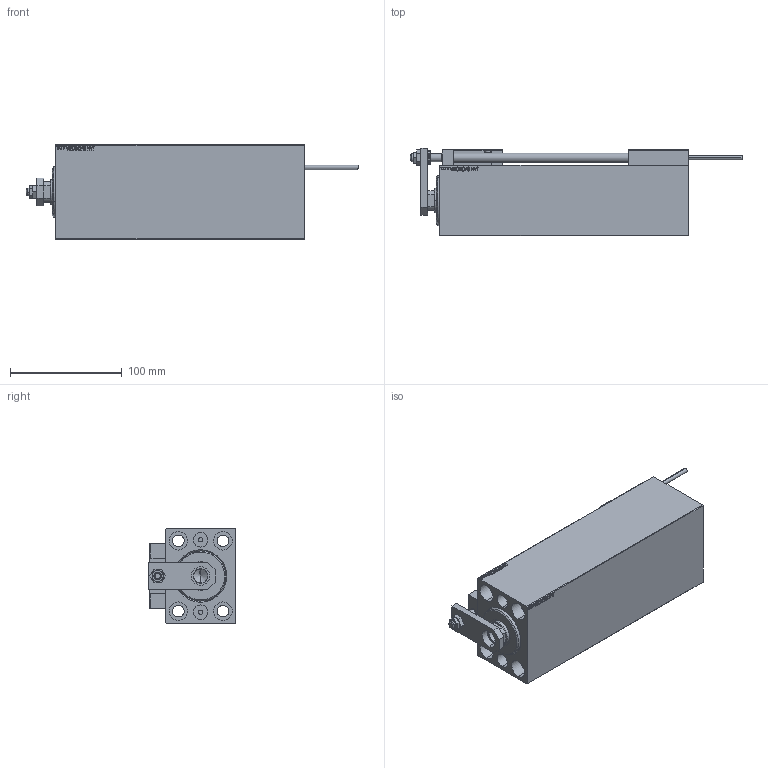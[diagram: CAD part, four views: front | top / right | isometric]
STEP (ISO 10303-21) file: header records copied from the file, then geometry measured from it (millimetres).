
FILE_DESCRIPTION (( 'STEP AP203' ), '1' );
FILE_NAME ('9dd8.STEP', '2021-03-19T00:02:10', ( '' ), ( '' ), 'SwSTEP 2.0', 'SolidWorks 2019', '' );
FILE_SCHEMA (( 'CONFIG_CONTROL_DESIGN' ));
Length unit declared in the file: millimetre
Products named in the file (16): SWITCH DIM B,W e22c77e215f0039fe1ef617b16572f10; V450CM_C_VCP e22c77e215f0039fe1ef617b16572f10; ZARAZKA e22c77e215f0039fe1ef617b16572f10; ALLEN BOLT D5 e22c77e215f0039fe1ef617b16572f10; V450CM_C e22c77e215f0039fe1ef617b16572f10; NUT_D10 e22c77e215f0039fe1ef617b16572f10; MAGNET e22c77e215f0039fe1ef617b16572f10; NUT_D12 e22c77e215f0039fe1ef617b16572f10; SWITCH_X_FRONT_BACK e22c77e215f0039fe1ef617b16572f10; TYC_L79 e22c77e215f0039fe1ef617b16572f10; V450CM_VC_B e22c77e215f0039fe1ef617b16572f10; KONCOVKA e22c77e215f0039fe1ef617b16572f10; Block e22c77e215f0039fe1ef617b16572f10; ALLEN BOLT D8 e22c77e215f0039fe1ef617b16572f10; 9dd8; SWITCH X e22c77e215f0039fe1ef617b16572f10
Assembly tree (25 placements, depth 3):
  9dd8
    V450CM_C e22c77e215f0039fe1ef617b16572f10
    SWITCH X e22c77e215f0039fe1ef617b16572f10
      SWITCH_X_FRONT_BACK e22c77e215f0039fe1ef617b16572f10  x2
      TYC_L79 e22c77e215f0039fe1ef617b16572f10
      Block e22c77e215f0039fe1ef617b16572f10  x2
      ALLEN BOLT D5 e22c77e215f0039fe1ef617b16572f10  x4
      ALLEN BOLT D8 e22c77e215f0039fe1ef617b16572f10  x4
      MAGNET e22c77e215f0039fe1ef617b16572f10  x2
      KONCOVKA e22c77e215f0039fe1ef617b16572f10  x2
    NUT_D12 e22c77e215f0039fe1ef617b16572f10
    SWITCH DIM B,W e22c77e215f0039fe1ef617b16572f10
    ZARAZKA e22c77e215f0039fe1ef617b16572f10
    NUT_D10 e22c77e215f0039fe1ef617b16572f10
    V450CM_C_VCP e22c77e215f0039fe1ef617b16572f10
    V450CM_VC_B e22c77e215f0039fe1ef617b16572f10
Bounding box: 297.7 x 78.5 x 85 mm (x, y, z)
Volume: 1153302.9 mm3; surface area: 159649.2 mm2
Topology: 24 solids, 24 shells, 1295 faces, 3094 edges, 1978 vertices
Faces by surface type: plane 568, bspline 380, cylinder 186, cone 113, torus 44, sphere 4
Entity records: 50683 total; most frequent: CARTESIAN_POINT 26053, ORIENTED_EDGE 5208, DIRECTION 3511, EDGE_CURVE 2604, VERTEX_POINT 1702, VECTOR 1495, LINE 1495, EDGE_LOOP 1206
